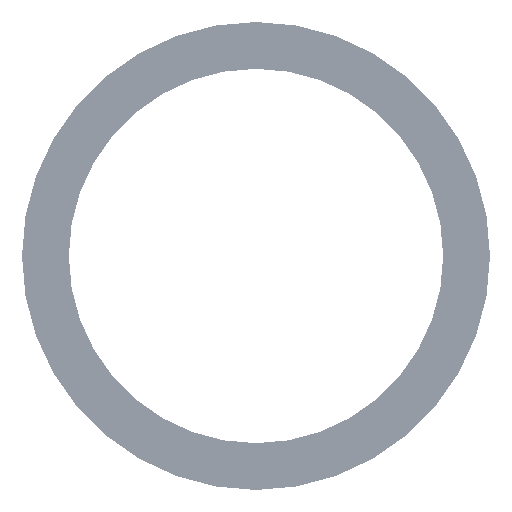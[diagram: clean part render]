
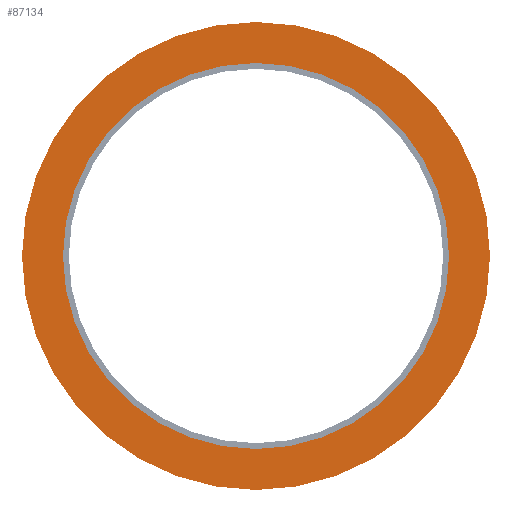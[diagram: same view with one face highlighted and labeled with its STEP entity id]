
A CAD part, left-side view. The second image highlights one B-rep face of the part: STEP entity #87134.
In plain terms, the highlighted planar face has unit normal (-1, 0, 0).
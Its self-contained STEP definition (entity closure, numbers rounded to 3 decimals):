
#730 = DIRECTION ( 'NONE',  ( -1., 0., 0. ) ) ;
#3540 = EDGE_CURVE ( 'NONE', #3901, #84844, #72439, .T. ) ;
#3901 = VERTEX_POINT ( 'NONE', #41428 ) ;
#4763 = DIRECTION ( 'NONE',  ( 0., 0., 1. ) ) ;
#5433 = DIRECTION ( 'NONE',  ( 0., 0., 1. ) ) ;
#9336 = FACE_BOUND ( 'NONE', #73345, .T. ) ;
#11699 = AXIS2_PLACEMENT_3D ( 'NONE', #65636, #16268, #73901 ) ;
#12620 = DIRECTION ( 'NONE',  ( -1., 0., 0. ) ) ;
#12997 = CARTESIAN_POINT ( 'NONE',  ( 1., 0., 0. ) ) ;
#14169 = CIRCLE ( 'NONE', #11699, 16.5 ) ;
#16268 = DIRECTION ( 'NONE',  ( -1., 0., 0. ) ) ;
#17719 = EDGE_LOOP ( 'NONE', ( #23611, #42439 ) ) ;
#23611 = ORIENTED_EDGE ( 'NONE', *, *, #82919, .T. ) ;
#27400 = CARTESIAN_POINT ( 'NONE',  ( 1., 0., 20. ) ) ;
#37020 = CIRCLE ( 'NONE', #77524, 20. ) ;
#41428 = CARTESIAN_POINT ( 'NONE',  ( 1., 0., -16.5 ) ) ;
#42439 = ORIENTED_EDGE ( 'NONE', *, *, #75314, .T. ) ;
#45256 = AXIS2_PLACEMENT_3D ( 'NONE', #63839, #105145, #55876 ) ;
#46879 = PLANE ( 'NONE',  #45256 ) ;
#47546 = EDGE_CURVE ( 'NONE', #84844, #3901, #14169, .T. ) ;
#50080 = CARTESIAN_POINT ( 'NONE',  ( 1., 0., 0. ) ) ;
#53893 = AXIS2_PLACEMENT_3D ( 'NONE', #12997, #12620, #5433 ) ;
#54086 = DIRECTION ( 'NONE',  ( -1., 0., 0. ) ) ;
#54701 = CARTESIAN_POINT ( 'NONE',  ( 1., 0., 16.5 ) ) ;
#55876 = DIRECTION ( 'NONE',  ( 0., 0., -1. ) ) ;
#58382 = DIRECTION ( 'NONE',  ( 0., 0., 1. ) ) ;
#63812 = ORIENTED_EDGE ( 'NONE', *, *, #47546, .F. ) ;
#63839 = CARTESIAN_POINT ( 'NONE',  ( 1., 16.5, 0. ) ) ;
#65636 = CARTESIAN_POINT ( 'NONE',  ( 1., 0., 0. ) ) ;
#69128 = CARTESIAN_POINT ( 'NONE',  ( 1., 0., -20. ) ) ;
#71395 = VERTEX_POINT ( 'NONE', #69128 ) ;
#72439 = CIRCLE ( 'NONE', #53893, 16.5 ) ;
#73345 = EDGE_LOOP ( 'NONE', ( #63812, #88423 ) ) ;
#73901 = DIRECTION ( 'NONE',  ( 0., 0., 1. ) ) ;
#75100 = FACE_OUTER_BOUND ( 'NONE', #17719, .T. ) ;
#75314 = EDGE_CURVE ( 'NONE', #71395, #83026, #37020, .T. ) ;
#77524 = AXIS2_PLACEMENT_3D ( 'NONE', #103379, #54086, #4763 ) ;
#80975 = CIRCLE ( 'NONE', #103782, 20. ) ;
#82919 = EDGE_CURVE ( 'NONE', #83026, #71395, #80975, .T. ) ;
#83026 = VERTEX_POINT ( 'NONE', #27400 ) ;
#84844 = VERTEX_POINT ( 'NONE', #54701 ) ;
#87134 = ADVANCED_FACE ( 'NONE', ( #9336, #75100 ), #46879, .F. ) ;
#88423 = ORIENTED_EDGE ( 'NONE', *, *, #3540, .F. ) ;
#103379 = CARTESIAN_POINT ( 'NONE',  ( 1., 0., 0. ) ) ;
#103782 = AXIS2_PLACEMENT_3D ( 'NONE', #50080, #730, #58382 ) ;
#105145 = DIRECTION ( 'NONE',  ( 1., 0., 0. ) ) ;
